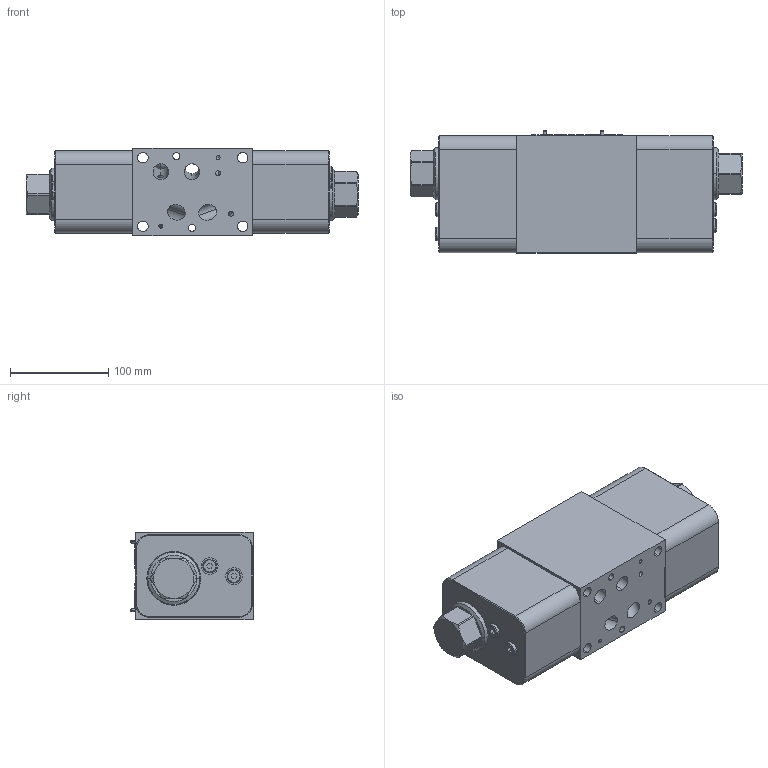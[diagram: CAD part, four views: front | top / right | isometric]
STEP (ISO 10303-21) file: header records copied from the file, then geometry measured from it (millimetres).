
FILE_DESCRIPTION((''),'2;1');
FILE_NAME('U43_ASM','2019-10-16T',('ProEService'),(''),'PRO/ENGINEER BY PARAMETRIC TECHNOLOGY CORPORATION, 2014200','PRO/ENGINEER BY PARAMETRIC TECHNOLOGY CORPORATION, 2014200','');
FILE_SCHEMA(('CONFIG_CONTROL_DESIGN'));
Length unit declared in the file: inch
Products named in the file (7): 177-419; DKJSXHN; 330-018-001; 500-001-118; 500-001-111; 811-001-006; U43_ASM
Assembly tree (15 placements, depth 2):
  U43_ASM
    177-419
    DKJSXHN  x2
    330-018-001  x4
    500-001-118  x4
    500-001-111  x2
    811-001-006  x2
Bounding box: 337.92 x 124.31 x 88.9 mm (x, y, z)
Volume: 2608742.5 mm3; surface area: 395907.7 mm2
Topology: 25 solids, 25 shells, 1340 faces, 3423 edges, 2470 vertices
Faces by surface type: cylinder 564, cone 292, plane 288, torus 96, revolution 56, bspline 28, sphere 16
Entity records: 57429 total; most frequent: CARTESIAN_POINT 37110, DIRECTION 4373, ORIENTED_EDGE 3660, EDGE_CURVE 1830, AXIS2_PLACEMENT_3D 1664, VERTEX_POINT 1121, VECTOR 1021, LINE 1021
